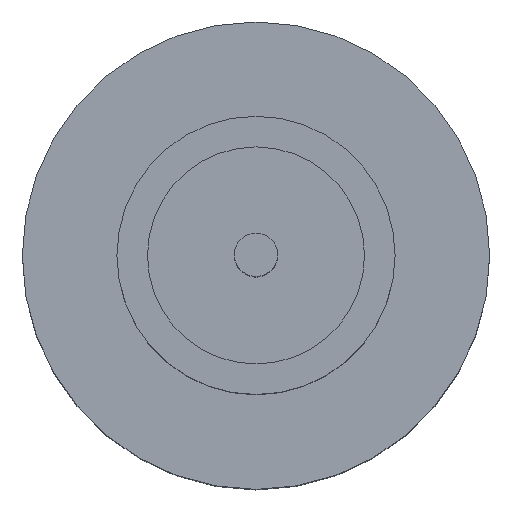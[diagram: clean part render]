
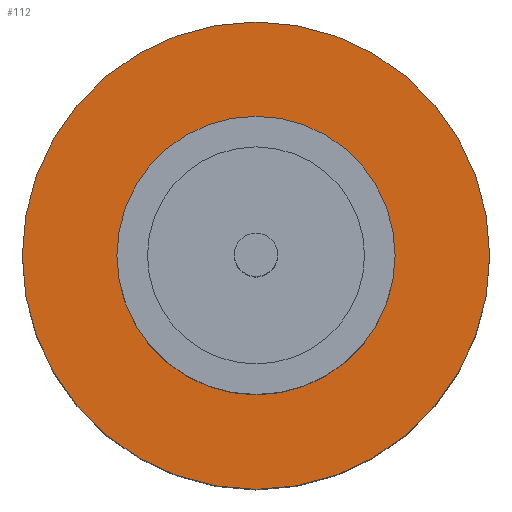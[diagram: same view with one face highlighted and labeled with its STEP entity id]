
A CAD part, top view. The second image highlights one B-rep face of the part: STEP entity #112.
In plain terms, the highlighted planar face has unit normal (0, 0, 1).
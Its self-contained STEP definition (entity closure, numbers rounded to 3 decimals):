
#6 = DIRECTION ( 'NONE',  ( 1., 0., 0. ) ) ;
#25 = VERTEX_POINT ( 'NONE', #662 ) ;
#47 = CARTESIAN_POINT ( 'NONE',  ( -2.1, 0., 1.55 ) ) ;
#50 = ORIENTED_EDGE ( 'NONE', *, *, #123, .F. ) ;
#66 = DIRECTION ( 'NONE',  ( 1., 0., 0. ) ) ;
#68 = FACE_OUTER_BOUND ( 'NONE', #452, .T. ) ;
#89 = CIRCLE ( 'NONE', #378, 1.25 ) ;
#112 = ADVANCED_FACE ( 'NONE', ( #712, #68 ), #796, .T. ) ;
#114 = EDGE_CURVE ( 'NONE', #493, #686, #510, .T. ) ;
#123 = EDGE_CURVE ( 'NONE', #25, #664, #89, .T. ) ;
#130 = DIRECTION ( 'NONE',  ( 0., 0., 1. ) ) ;
#133 = CARTESIAN_POINT ( 'NONE',  ( -1.25, 0., 1.55 ) ) ;
#206 = DIRECTION ( 'NONE',  ( 0., 0., 1. ) ) ;
#233 = EDGE_CURVE ( 'NONE', #664, #25, #469, .T. ) ;
#259 = AXIS2_PLACEMENT_3D ( 'NONE', #657, #206, #719 ) ;
#271 = CARTESIAN_POINT ( 'NONE',  ( 2.1, 0., 1.55 ) ) ;
#284 = DIRECTION ( 'NONE',  ( 1., 0., 0. ) ) ;
#285 = AXIS2_PLACEMENT_3D ( 'NONE', #288, #814, #284 ) ;
#288 = CARTESIAN_POINT ( 'NONE',  ( 0., 0., 1.55 ) ) ;
#315 = CIRCLE ( 'NONE', #514, 2.1 ) ;
#331 = ORIENTED_EDGE ( 'NONE', *, *, #233, .F. ) ;
#336 = CARTESIAN_POINT ( 'NONE',  ( 0., 0., 1.55 ) ) ;
#337 = DIRECTION ( 'NONE',  ( 0., 0., 1. ) ) ;
#343 = ORIENTED_EDGE ( 'NONE', *, *, #571, .T. ) ;
#365 = AXIS2_PLACEMENT_3D ( 'NONE', #402, #130, #726 ) ;
#378 = AXIS2_PLACEMENT_3D ( 'NONE', #336, #337, #6 ) ;
#389 = CARTESIAN_POINT ( 'NONE',  ( 0., 0., 1.55 ) ) ;
#402 = CARTESIAN_POINT ( 'NONE',  ( 0., 0., 1.55 ) ) ;
#452 = EDGE_LOOP ( 'NONE', ( #838, #343 ) ) ;
#458 = DIRECTION ( 'NONE',  ( 0., 0., 1. ) ) ;
#469 = CIRCLE ( 'NONE', #285, 1.25 ) ;
#493 = VERTEX_POINT ( 'NONE', #47 ) ;
#510 = CIRCLE ( 'NONE', #259, 2.1 ) ;
#514 = AXIS2_PLACEMENT_3D ( 'NONE', #389, #458, #66 ) ;
#571 = EDGE_CURVE ( 'NONE', #686, #493, #315, .T. ) ;
#657 = CARTESIAN_POINT ( 'NONE',  ( 0., 0., 1.55 ) ) ;
#662 = CARTESIAN_POINT ( 'NONE',  ( 1.25, 0., 1.55 ) ) ;
#664 = VERTEX_POINT ( 'NONE', #133 ) ;
#686 = VERTEX_POINT ( 'NONE', #271 ) ;
#712 = FACE_BOUND ( 'NONE', #805, .T. ) ;
#719 = DIRECTION ( 'NONE',  ( 1., 0., 0. ) ) ;
#726 = DIRECTION ( 'NONE',  ( 1., 0., 0. ) ) ;
#796 = PLANE ( 'NONE',  #365 ) ;
#805 = EDGE_LOOP ( 'NONE', ( #50, #331 ) ) ;
#814 = DIRECTION ( 'NONE',  ( 0., 0., 1. ) ) ;
#838 = ORIENTED_EDGE ( 'NONE', *, *, #114, .T. ) ;
